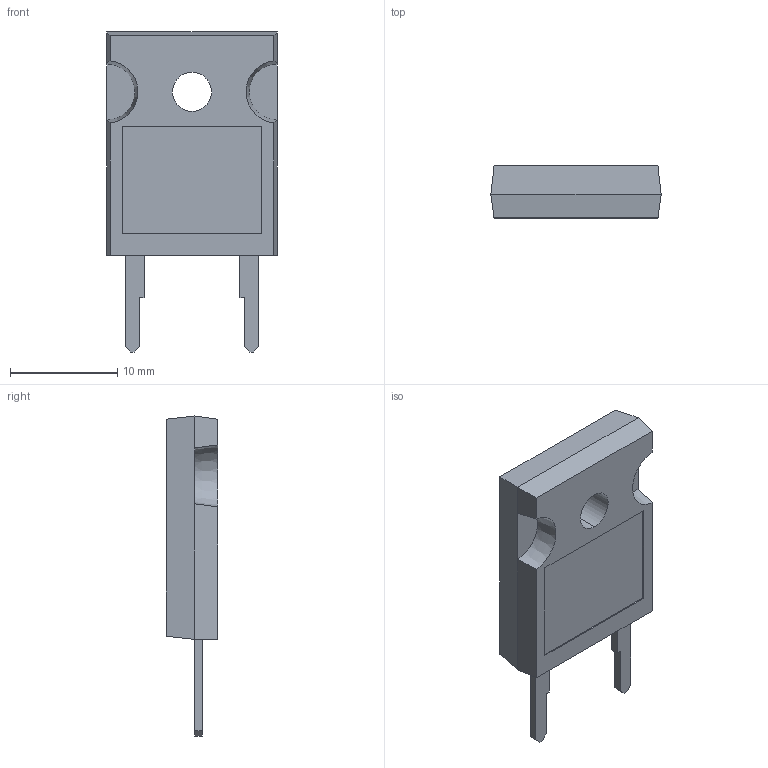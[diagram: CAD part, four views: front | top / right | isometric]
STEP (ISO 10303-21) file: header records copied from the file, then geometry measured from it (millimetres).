
FILE_DESCRIPTION (( 'STEP AP214' ), '1' );
FILE_NAME ('TO-247-3.step', '2025-05-22T06:56:59', ( '' ), ( '' ), 'SwSTEP 2.0', 'SolidWorks 2020', '' );
FILE_SCHEMA (( 'AUTOMOTIVE_DESIGN' ));
Length unit declared in the file: millimetre
Products named in the file (2): TO-247-2_L15.8-W5.0-P10.92-L~TO-247_2PIN-L15.8-W5.0-H24.8-P10.92-L~Nhnz^D1~TO-247-2_L15.8-W5.0-P10.92-L~TO-247_2PIN-L15.8-W5.0-H24.8-P10.92-L~Nhnz_TO-247-2(2)_TO-247-2; TO-247-3
Assembly tree (1 placements, depth 2):
  TO-247-3
    TO-247-2_L15.8-W5.0-P10.92-L~TO-247_2PIN-L15.8-W5.0-H24.8-P10.92-L~Nhnz^D1~TO-247-2_L15.8-W5.0-P10.92-L~TO-247_2PIN-L15.8-W5.0-H24.8-P10.92-L~Nhnz_TO-247-2(2)_TO-247-2
Bounding box: 15.87 x 4.82 x 29.82 mm (x, y, z)
Volume: 1451.6 mm3; surface area: 1263.9 mm2
Topology: 1 solids, 1 shells, 281 faces, 753 edges, 498 vertices
Faces by surface type: plane 175, bspline 98, cylinder 6, cone 2
Entity records: 9966 total; most frequent: CARTESIAN_POINT 2854, ORIENTED_EDGE 1506, DIRECTION 939, EDGE_CURVE 753, VECTOR 533, LINE 533, VERTEX_POINT 498, EDGE_LOOP 307
